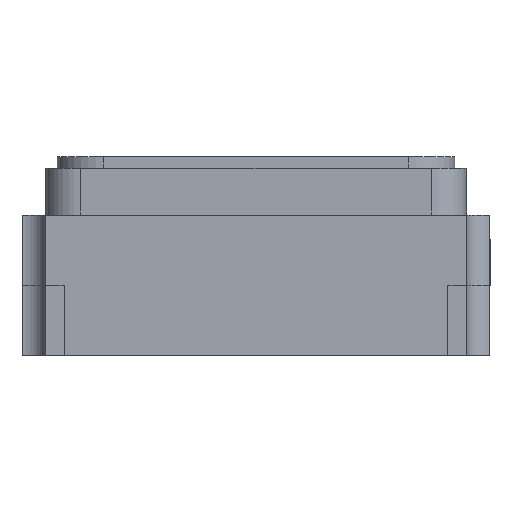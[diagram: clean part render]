
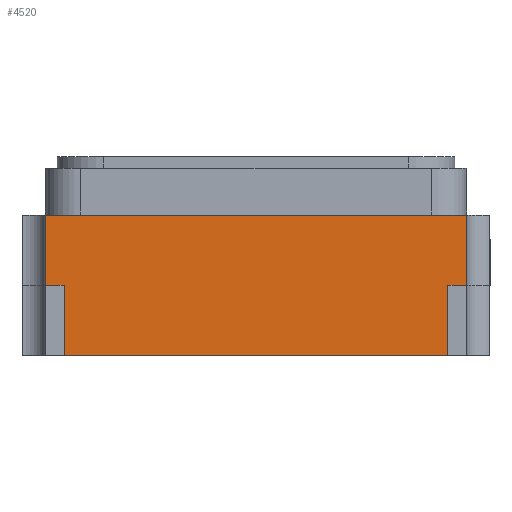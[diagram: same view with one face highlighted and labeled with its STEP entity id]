
A CAD part, front view. The second image highlights one B-rep face of the part: STEP entity #4520.
In plain terms, the highlighted face is planar.
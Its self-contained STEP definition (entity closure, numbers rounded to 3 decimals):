
#349=LINE('',#6989,#712);
#368=LINE('',#7027,#731);
#397=LINE('',#7089,#760);
#410=LINE('',#7117,#773);
#411=LINE('',#7122,#774);
#442=LINE('',#7188,#805);
#445=LINE('',#7193,#808);
#446=LINE('',#7194,#809);
#712=VECTOR('',#5401,1000.);
#731=VECTOR('',#5432,1000.);
#760=VECTOR('',#5479,1000.);
#773=VECTOR('',#5506,1000.);
#774=VECTOR('',#5511,1000.);
#805=VECTOR('',#5568,1000.);
#808=VECTOR('',#5575,1000.);
#809=VECTOR('',#5576,1000.);
#1944=ORIENTED_EDGE('',*,*,#2531,.T.);
#1945=ORIENTED_EDGE('',*,*,#2448,.F.);
#1946=ORIENTED_EDGE('',*,*,#2429,.F.);
#1947=ORIENTED_EDGE('',*,*,#2528,.F.);
#1948=ORIENTED_EDGE('',*,*,#2494,.F.);
#1949=ORIENTED_EDGE('',*,*,#2532,.T.);
#1950=ORIENTED_EDGE('',*,*,#2478,.T.);
#1951=ORIENTED_EDGE('',*,*,#2492,.T.);
#2429=EDGE_CURVE('',#2819,#2820,#349,.T.);
#2448=EDGE_CURVE('',#2820,#2832,#368,.T.);
#2478=EDGE_CURVE('',#2857,#2856,#397,.T.);
#2492=EDGE_CURVE('',#2856,#2864,#410,.T.);
#2494=EDGE_CURVE('',#2866,#2867,#411,.T.);
#2528=EDGE_CURVE('',#2867,#2819,#442,.T.);
#2531=EDGE_CURVE('',#2864,#2832,#445,.T.);
#2532=EDGE_CURVE('',#2866,#2857,#446,.T.);
#2819=VERTEX_POINT('',#6988);
#2820=VERTEX_POINT('',#6990);
#2832=VERTEX_POINT('',#7026);
#2856=VERTEX_POINT('',#7088);
#2857=VERTEX_POINT('',#7090);
#2864=VERTEX_POINT('',#7116);
#2866=VERTEX_POINT('',#7121);
#2867=VERTEX_POINT('',#7123);
#3230=EDGE_LOOP('',(#1944,#1945,#1946,#1947,#1948,#1949,#1950,#1951));
#3448=FACE_BOUND('',#3230,.T.);
#3624=PLANE('',#4767);
#4520=ADVANCED_FACE('',(#3448),#3624,.F.);
#4767=AXIS2_PLACEMENT_3D('',#7192,#5573,#5574);
#5401=DIRECTION('',(0.,-1.,0.));
#5432=DIRECTION('',(0.,0.,-1.));
#5479=DIRECTION('',(0.,1.,0.));
#5506=DIRECTION('',(0.,0.,-1.));
#5511=DIRECTION('',(0.,1.,0.));
#5568=DIRECTION('',(0.,0.,-1.));
#5573=DIRECTION('',(-1.,0.,0.));
#5574=DIRECTION('',(0.,0.,1.));
#5575=DIRECTION('',(0.,1.,0.));
#5576=DIRECTION('',(0.,0.,-1.));
#6988=CARTESIAN_POINT('',(1.25,0.9,0.3));
#6989=CARTESIAN_POINT('',(1.25,0.9,0.3));
#6990=CARTESIAN_POINT('',(1.25,0.82,0.3));
#7026=CARTESIAN_POINT('',(1.25,0.82,0.));
#7027=CARTESIAN_POINT('',(1.25,0.82,0.3));
#7088=CARTESIAN_POINT('',(1.25,-0.82,0.3));
#7089=CARTESIAN_POINT('',(1.25,-0.9,0.3));
#7090=CARTESIAN_POINT('',(1.25,-0.9,0.3));
#7116=CARTESIAN_POINT('',(1.25,-0.82,0.));
#7117=CARTESIAN_POINT('',(1.25,-0.82,0.3));
#7121=CARTESIAN_POINT('',(1.25,-0.9,0.6));
#7122=CARTESIAN_POINT('',(1.25,-0.9,0.6));
#7123=CARTESIAN_POINT('',(1.25,0.9,0.6));
#7188=CARTESIAN_POINT('',(1.25,0.9,0.6));
#7192=CARTESIAN_POINT('',(1.25,-0.9,0.6));
#7193=CARTESIAN_POINT('',(1.25,-0.9,0.));
#7194=CARTESIAN_POINT('',(1.25,-0.9,0.6));
